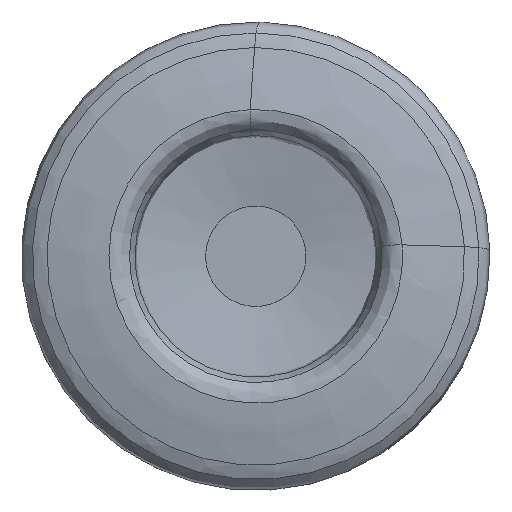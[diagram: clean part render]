
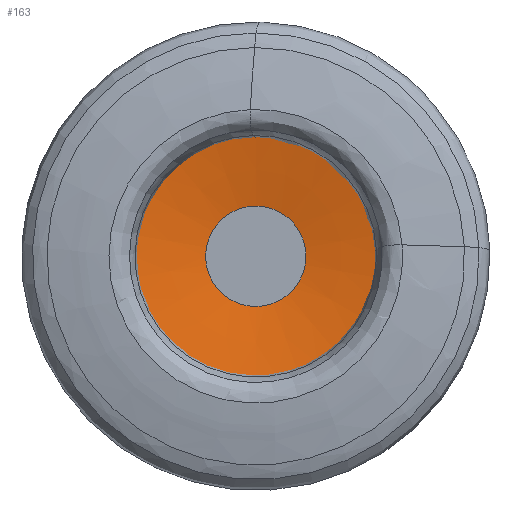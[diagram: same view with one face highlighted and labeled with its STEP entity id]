
A CAD part, left-side view. The second image highlights one B-rep face of the part: STEP entity #163.
In plain terms, the highlighted conical face has half-angle 80 degrees and reference radius 11.049 mm.
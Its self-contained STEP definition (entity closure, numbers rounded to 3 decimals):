
#50=CONICAL_SURFACE('',#681,11.049,80.);
#91=FACE_BOUND('',#277,.T.);
#92=FACE_BOUND('',#278,.T.);
#163=ADVANCED_FACE('',(#91,#92),#50,.F.);
#277=EDGE_LOOP('',(#446));
#278=EDGE_LOOP('',(#447));
#446=ORIENTED_EDGE('',*,*,#572,.F.);
#447=ORIENTED_EDGE('',*,*,#571,.T.);
#500=VERTEX_POINT('',#3406);
#501=VERTEX_POINT('',#3409);
#571=EDGE_CURVE('',#500,#500,#618,.T.);
#572=EDGE_CURVE('',#501,#501,#619,.T.);
#618=CIRCLE('',#678,11.049);
#619=CIRCLE('',#680,4.5);
#678=AXIS2_PLACEMENT_3D('',#3405,#803,#804);
#680=AXIS2_PLACEMENT_3D('',#3408,#807,#808);
#681=AXIS2_PLACEMENT_3D('',#3410,#809,#810);
#803=DIRECTION('',(-1.,0.,0.));
#804=DIRECTION('',(0.,0.,1.));
#807=DIRECTION('',(-1.,0.,0.));
#808=DIRECTION('',(0.,0.,1.));
#809=DIRECTION('',(-1.,0.,0.));
#810=DIRECTION('',(0.,0.,1.));
#3405=CARTESIAN_POINT('',(2.845,0.,0.));
#3406=CARTESIAN_POINT('',(2.845,0.,11.049));
#3408=CARTESIAN_POINT('',(4.,0.,0.));
#3409=CARTESIAN_POINT('',(4.,0.,4.5));
#3410=CARTESIAN_POINT('',(2.845,0.,0.));
